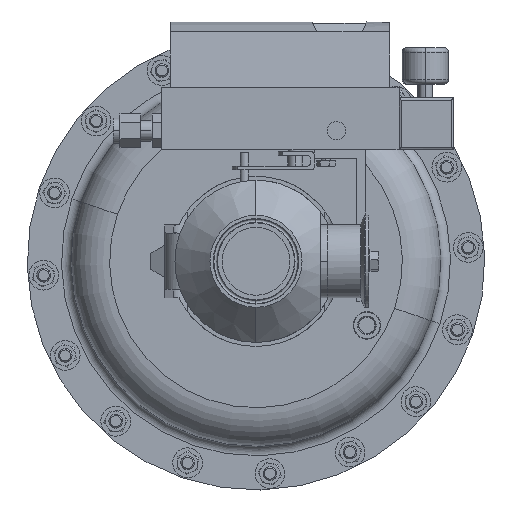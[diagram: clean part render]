
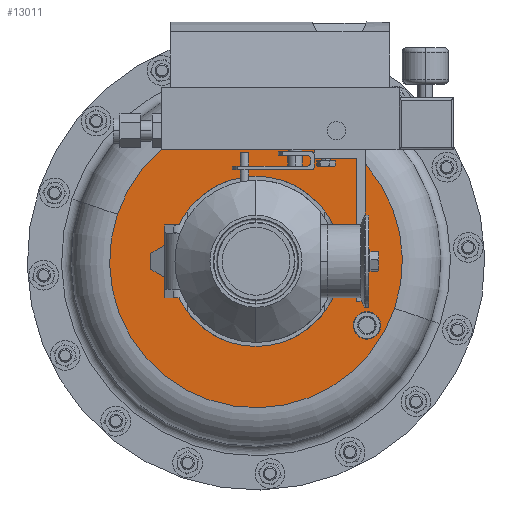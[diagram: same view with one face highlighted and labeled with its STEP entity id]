
A CAD part, front view. The second image highlights one B-rep face of the part: STEP entity #13011.
In plain terms, the highlighted planar face has unit normal (0, -1, 0).
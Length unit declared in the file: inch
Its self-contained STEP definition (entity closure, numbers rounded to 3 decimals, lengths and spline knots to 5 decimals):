
#906 = VERTEX_POINT ( 'NONE', #18735 ) ;
#2078 = ORIENTED_EDGE ( 'NONE', *, *, #2832, .F. ) ;
#2717 = DIRECTION ( 'NONE',  ( 0., 1., 0. ) ) ;
#2832 = EDGE_CURVE ( 'NONE', #6126, #6147, #19788, .T. ) ;
#3035 = ORIENTED_EDGE ( 'NONE', *, *, #32382, .T. ) ;
#3246 = VERTEX_POINT ( 'NONE', #24014 ) ;
#4170 = CIRCLE ( 'NONE', #28969, 0.375 ) ;
#5255 = CARTESIAN_POINT ( 'NONE',  ( 0., 9.66, 0. ) ) ;
#5940 = AXIS2_PLACEMENT_3D ( 'NONE', #28244, #11315, #14494 ) ;
#6126 = VERTEX_POINT ( 'NONE', #23028 ) ;
#6147 = VERTEX_POINT ( 'NONE', #29277 ) ;
#6194 = CARTESIAN_POINT ( 'NONE',  ( 3.03109, 9.66, -1.75 ) ) ;
#7079 = CARTESIAN_POINT ( 'NONE',  ( 0., 9.66, 2.325 ) ) ;
#8402 = CARTESIAN_POINT ( 'NONE',  ( 0., 9.66, 0. ) ) ;
#8502 = AXIS2_PLACEMENT_3D ( 'NONE', #5255, #17132, #14152 ) ;
#9252 = AXIS2_PLACEMENT_3D ( 'NONE', #31076, #31311, #22818 ) ;
#10583 = CIRCLE ( 'NONE', #8502, 2.325 ) ;
#11315 = DIRECTION ( 'NONE',  ( 0., -1., 0. ) ) ;
#11765 = EDGE_CURVE ( 'NONE', #6147, #6126, #32706, .T. ) ;
#12643 = EDGE_CURVE ( 'NONE', #34430, #3246, #15887, .T. ) ;
#12872 = ORIENTED_EDGE ( 'NONE', *, *, #29352, .F. ) ;
#13011 = ADVANCED_FACE ( 'NONE', ( #25621, #31330, #30432 ), #20216, .T. ) ;
#14152 = DIRECTION ( 'NONE',  ( 0., 0., -1. ) ) ;
#14194 = DIRECTION ( 'NONE',  ( 0., 0., -1. ) ) ;
#14494 = DIRECTION ( 'NONE',  ( -0.947, 0., 0.321 ) ) ;
#14855 = ORIENTED_EDGE ( 'NONE', *, *, #11765, .F. ) ;
#15052 = DIRECTION ( 'NONE',  ( 0., 1., 0. ) ) ;
#15296 = CARTESIAN_POINT ( 'NONE',  ( 3.03109, 9.66, -1.75 ) ) ;
#15432 = AXIS2_PLACEMENT_3D ( 'NONE', #15296, #15052, #23742 ) ;
#15824 = VERTEX_POINT ( 'NONE', #7079 ) ;
#15887 = CIRCLE ( 'NONE', #15432, 0.375 ) ;
#17050 = DIRECTION ( 'NONE',  ( 0., -1., 0. ) ) ;
#17132 = DIRECTION ( 'NONE',  ( 0., -1., 0. ) ) ;
#17450 = DIRECTION ( 'NONE',  ( 0.249, 0., -0.969 ) ) ;
#18735 = CARTESIAN_POINT ( 'NONE',  ( 0., 9.66, -2.325 ) ) ;
#19061 = EDGE_LOOP ( 'NONE', ( #2078, #14855 ) ) ;
#19651 = CARTESIAN_POINT ( 'NONE',  ( 2.93778, 9.66, -1.38679 ) ) ;
#19788 = CIRCLE ( 'NONE', #36555, 4. ) ;
#20216 = PLANE ( 'NONE',  #5940 ) ;
#22423 = DIRECTION ( 'NONE',  ( 0., 1., 0. ) ) ;
#22818 = DIRECTION ( 'NONE',  ( 0.947, 0., -0.321 ) ) ;
#23028 = CARTESIAN_POINT ( 'NONE',  ( 3.78772, 9.66, -1.28576 ) ) ;
#23361 = EDGE_LOOP ( 'NONE', ( #3035, #32876 ) ) ;
#23742 = DIRECTION ( 'NONE',  ( 0.249, 0., -0.969 ) ) ;
#24014 = CARTESIAN_POINT ( 'NONE',  ( 3.1244, 9.66, -2.11321 ) ) ;
#25019 = CARTESIAN_POINT ( 'NONE',  ( 0., 9.66, 0. ) ) ;
#25621 = FACE_BOUND ( 'NONE', #35579, .T. ) ;
#25840 = AXIS2_PLACEMENT_3D ( 'NONE', #8402, #17050, #14194 ) ;
#28244 = CARTESIAN_POINT ( 'NONE',  ( -1.28576, 9.66, -3.78772 ) ) ;
#28339 = EDGE_CURVE ( 'NONE', #906, #15824, #10583, .T. ) ;
#28969 = AXIS2_PLACEMENT_3D ( 'NONE', #6194, #22423, #17450 ) ;
#29277 = CARTESIAN_POINT ( 'NONE',  ( -3.78772, 9.66, 1.28576 ) ) ;
#29352 = EDGE_CURVE ( 'NONE', #15824, #906, #34017, .T. ) ;
#30432 = FACE_BOUND ( 'NONE', #23361, .T. ) ;
#31076 = CARTESIAN_POINT ( 'NONE',  ( 0., 9.66, 0. ) ) ;
#31311 = DIRECTION ( 'NONE',  ( 0., 1., 0. ) ) ;
#31330 = FACE_OUTER_BOUND ( 'NONE', #19061, .T. ) ;
#32382 = EDGE_CURVE ( 'NONE', #3246, #34430, #4170, .T. ) ;
#32706 = CIRCLE ( 'NONE', #9252, 4. ) ;
#32876 = ORIENTED_EDGE ( 'NONE', *, *, #12643, .T. ) ;
#33415 = DIRECTION ( 'NONE',  ( 0.947, 0., -0.321 ) ) ;
#34017 = CIRCLE ( 'NONE', #25840, 2.325 ) ;
#34430 = VERTEX_POINT ( 'NONE', #19651 ) ;
#34913 = ORIENTED_EDGE ( 'NONE', *, *, #28339, .F. ) ;
#35579 = EDGE_LOOP ( 'NONE', ( #34913, #12872 ) ) ;
#36555 = AXIS2_PLACEMENT_3D ( 'NONE', #25019, #2717, #33415 ) ;
